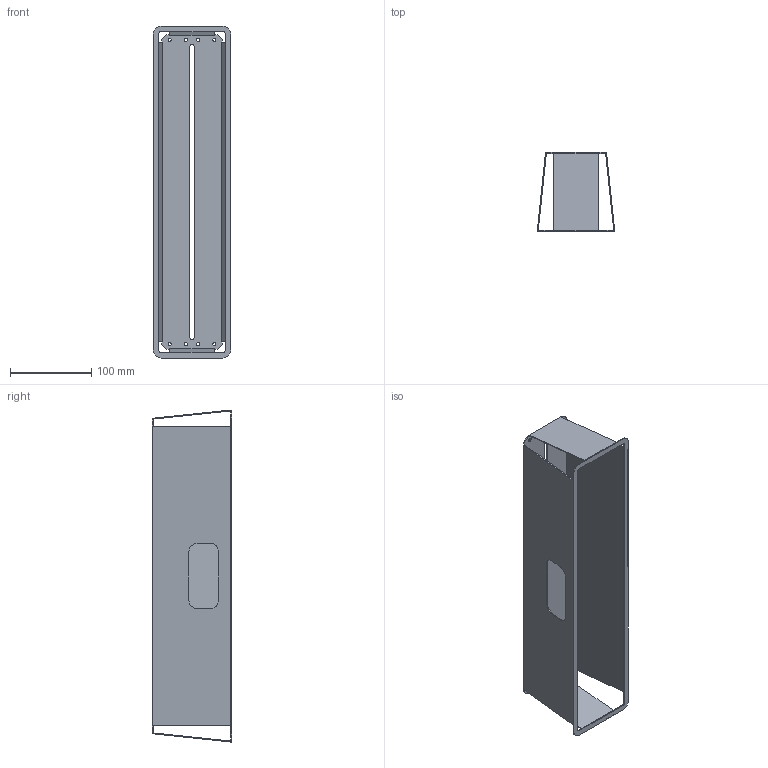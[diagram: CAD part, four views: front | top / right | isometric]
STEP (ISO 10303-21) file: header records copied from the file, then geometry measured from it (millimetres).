
FILE_DESCRIPTION (( 'STEP AP214' ), '1' );
FILE_NAME ('basket.STEP', '2024-04-12T11:37:27', ( '' ), ( '' ), 'SwSTEP 2.0', 'SolidWorks 2018', '' );
FILE_SCHEMA (( 'AUTOMOTIVE_DESIGN' ));
Length unit declared in the file: millimetre
Products named in the file (1): basket
Bounding box: 95.22 x 97.4 x 408.22 mm (x, y, z)
Volume: 134297.1 mm3; surface area: 227383.7 mm2
Topology: 1 solids, 1 shells, 70 faces, 206 edges, 132 vertices
Faces by surface type: cylinder 36, plane 34
Entity records: 2416 total; most frequent: CARTESIAN_POINT 433, ORIENTED_EDGE 412, DIRECTION 404, EDGE_CURVE 206, AXIS2_PLACEMENT_3D 135, LINE 134, VECTOR 134, VERTEX_POINT 132
